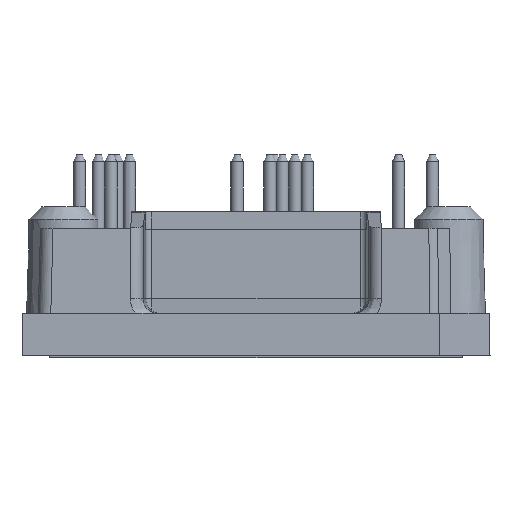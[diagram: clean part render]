
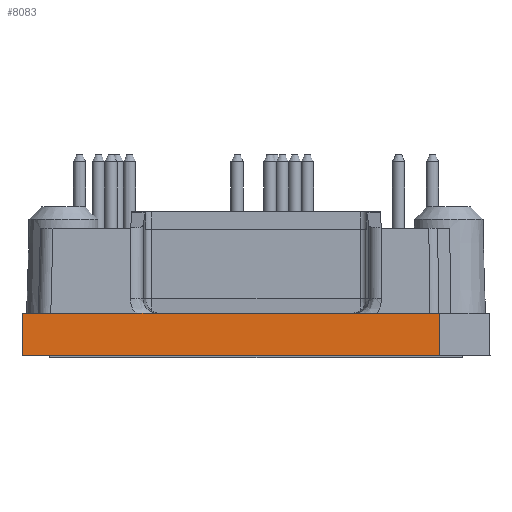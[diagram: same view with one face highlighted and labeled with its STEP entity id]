
A CAD part, left-side view. The second image highlights one B-rep face of the part: STEP entity #8083.
In plain terms, the highlighted planar face has unit normal (-1, 0, 0.018).
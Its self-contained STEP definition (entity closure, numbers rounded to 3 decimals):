
#1924=ORIENTED_EDGE('',*,*,#3639,.T.);
#1925=ORIENTED_EDGE('',*,*,#3640,.F.);
#1926=ORIENTED_EDGE('',*,*,#3637,.T.);
#1927=ORIENTED_EDGE('',*,*,#3590,.T.);
#3590=EDGE_CURVE('',#4524,#4528,#5243,.F.);
#3637=EDGE_CURVE('',#4569,#4524,#5282,.T.);
#3639=EDGE_CURVE('',#4528,#4570,#5284,.F.);
#3640=EDGE_CURVE('',#4569,#4570,#5285,.F.);
#4524=VERTEX_POINT('',#16800);
#4528=VERTEX_POINT('',#16808);
#4569=VERTEX_POINT('',#16904);
#4570=VERTEX_POINT('',#16908);
#5243=LINE('',#16809,#5880);
#5282=LINE('',#16903,#5919);
#5284=LINE('',#16907,#5921);
#5285=LINE('',#16909,#5922);
#5880=VECTOR('',#12538,1000.);
#5919=VECTOR('',#12607,1000.);
#5921=VECTOR('',#12611,1000.);
#5922=VECTOR('',#12612,1000.);
#6388=EDGE_LOOP('',(#1924,#1925,#1926,#1927));
#7115=FACE_BOUND('',#6388,.T.);
#7686=PLANE('',#11146);
#8083=ADVANCED_FACE('',(#7115),#7686,.T.);
#11146=AXIS2_PLACEMENT_3D('',#16906,#12609,#12610);
#12538=DIRECTION('',(0.,1.,0.));
#12607=DIRECTION('',(-0.017,0.017,-1.));
#12609=DIRECTION('',(-1.,0.,0.017));
#12610=DIRECTION('',(0.017,0.,1.));
#12611=DIRECTION('',(-0.017,-0.007,-1.));
#12612=DIRECTION('',(0.,1.,0.));
#16800=CARTESIAN_POINT('',(-41.,18.7,0.));
#16808=CARTESIAN_POINT('',(-41.,-14.7,0.));
#16809=CARTESIAN_POINT('',(-41.,0.,0.));
#16903=CARTESIAN_POINT('',(-40.994,18.694,0.326));
#16904=CARTESIAN_POINT('',(-40.941,18.641,3.4));
#16906=CARTESIAN_POINT('',(-41.,0.,0.));
#16907=CARTESIAN_POINT('',(-40.998,-14.699,0.134));
#16908=CARTESIAN_POINT('',(-40.941,-14.675,3.4));
#16909=CARTESIAN_POINT('',(-40.941,0.,3.4));
